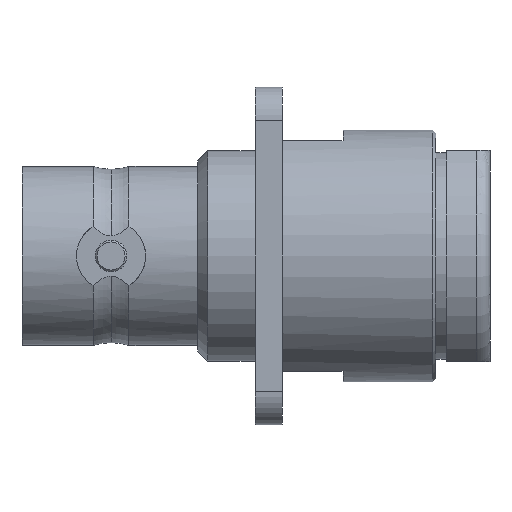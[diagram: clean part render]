
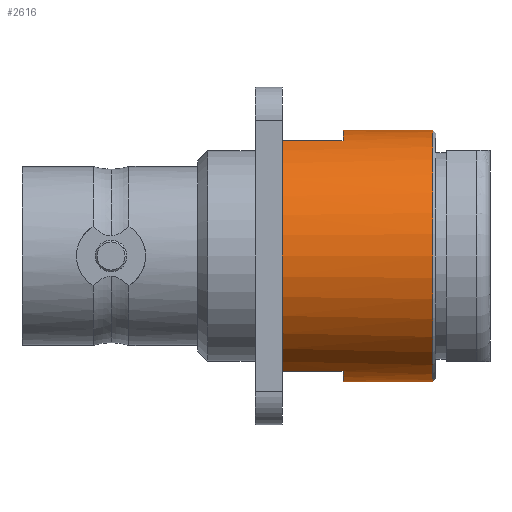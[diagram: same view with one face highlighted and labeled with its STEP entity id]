
A CAD part, front view. The second image highlights one B-rep face of the part: STEP entity #2616.
In plain terms, the highlighted cylindrical face has radius 9.461 mm (diameter 18.923 mm), a partial arc.
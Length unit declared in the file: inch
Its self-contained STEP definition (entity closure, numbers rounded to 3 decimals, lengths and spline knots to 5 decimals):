
#27 = AXIS2_PLACEMENT_3D ( 'NONE', #2498, #3171, #2483 ) ;
#29 = CARTESIAN_POINT ( 'NONE',  ( 0.99937, -0.14877, -0.3415 ) ) ;
#53 = DIRECTION ( 'NONE',  ( -1., 0., 0. ) ) ;
#95 = AXIS2_PLACEMENT_3D ( 'NONE', #3889, #935, #1285 ) ;
#129 = CARTESIAN_POINT ( 'NONE',  ( 0.77, -0.14877, -0.3415 ) ) ;
#247 = EDGE_CURVE ( 'NONE', #3548, #2217, #4106, .T. ) ;
#323 = AXIS2_PLACEMENT_3D ( 'NONE', #1450, #1481, #510 ) ;
#424 = FACE_OUTER_BOUND ( 'NONE', #2535, .T. ) ;
#433 = CARTESIAN_POINT ( 'NONE',  ( 0.77, -0.14877, 0.3415 ) ) ;
#485 = DIRECTION ( 'NONE',  ( 1., 0., 0. ) ) ;
#501 = CARTESIAN_POINT ( 'NONE',  ( 0.95, 0., -0.3725 ) ) ;
#510 = DIRECTION ( 'NONE',  ( 0., 0., -1. ) ) ;
#630 = ORIENTED_EDGE ( 'NONE', *, *, #3343, .T. ) ;
#636 = EDGE_CURVE ( 'NONE', #884, #2217, #2499, .T. ) ;
#752 = LINE ( 'NONE', #2485, #1934 ) ;
#768 = VERTEX_POINT ( 'NONE', #4284 ) ;
#884 = VERTEX_POINT ( 'NONE', #1006 ) ;
#925 = DIRECTION ( 'NONE',  ( 1., 0., 0. ) ) ;
#935 = DIRECTION ( 'NONE',  ( 1., 0., 0. ) ) ;
#1006 = CARTESIAN_POINT ( 'NONE',  ( 1.215, 0., -0.3725 ) ) ;
#1022 = EDGE_CURVE ( 'NONE', #3828, #3931, #1116, .T. ) ;
#1043 = LINE ( 'NONE', #29, #3522 ) ;
#1116 = CIRCLE ( 'NONE', #27, 0.3725 ) ;
#1136 = ORIENTED_EDGE ( 'NONE', *, *, #1022, .F. ) ;
#1160 = EDGE_CURVE ( 'NONE', #768, #3548, #3072, .T. ) ;
#1175 = CARTESIAN_POINT ( 'NONE',  ( 1.215, 0., 0. ) ) ;
#1194 = AXIS2_PLACEMENT_3D ( 'NONE', #1175, #1840, #4112 ) ;
#1206 = AXIS2_PLACEMENT_3D ( 'NONE', #2067, #53, #2388 ) ;
#1285 = DIRECTION ( 'NONE',  ( 0., 0., -1. ) ) ;
#1331 = DIRECTION ( 'NONE',  ( 1., 0., 0. ) ) ;
#1366 = CARTESIAN_POINT ( 'NONE',  ( 0.95, -0.14877, -0.3415 ) ) ;
#1447 = LINE ( 'NONE', #3526, #2133 ) ;
#1450 = CARTESIAN_POINT ( 'NONE',  ( 0.77, 0., 0. ) ) ;
#1477 = EDGE_CURVE ( 'NONE', #3499, #768, #752, .T. ) ;
#1481 = DIRECTION ( 'NONE',  ( 1., 0., 0. ) ) ;
#1709 = VECTOR ( 'NONE', #1331, 39.37008 ) ;
#1840 = DIRECTION ( 'NONE',  ( -1., 0., 0. ) ) ;
#1934 = VECTOR ( 'NONE', #485, 39.37008 ) ;
#2067 = CARTESIAN_POINT ( 'NONE',  ( 0.95, 0., 0. ) ) ;
#2104 = CYLINDRICAL_SURFACE ( 'NONE', #95, 0.3725 ) ;
#2133 = VECTOR ( 'NONE', #925, 39.37008 ) ;
#2217 = VERTEX_POINT ( 'NONE', #3572 ) ;
#2296 = EDGE_CURVE ( 'NONE', #3931, #2391, #1043, .T. ) ;
#2388 = DIRECTION ( 'NONE',  ( 0., 0., -1. ) ) ;
#2391 = VERTEX_POINT ( 'NONE', #129 ) ;
#2453 = ORIENTED_EDGE ( 'NONE', *, *, #1160, .F. ) ;
#2459 = ORIENTED_EDGE ( 'NONE', *, *, #1477, .F. ) ;
#2483 = DIRECTION ( 'NONE',  ( 0., 0., -1. ) ) ;
#2485 = CARTESIAN_POINT ( 'NONE',  ( 0.99937, -0.14877, 0.3415 ) ) ;
#2498 = CARTESIAN_POINT ( 'NONE',  ( 0.95, 0., 0. ) ) ;
#2499 = CIRCLE ( 'NONE', #1194, 0.3725 ) ;
#2535 = EDGE_LOOP ( 'NONE', ( #3766, #2453, #2459, #2816, #2767, #1136, #630, #3843 ) ) ;
#2616 = ADVANCED_FACE ( 'NONE', ( #424 ), #2104, .T. ) ;
#2689 = EDGE_CURVE ( 'NONE', #3499, #2391, #3978, .T. ) ;
#2767 = ORIENTED_EDGE ( 'NONE', *, *, #2296, .F. ) ;
#2816 = ORIENTED_EDGE ( 'NONE', *, *, #2689, .T. ) ;
#3058 = DIRECTION ( 'NONE',  ( -1., 0., 0. ) ) ;
#3072 = CIRCLE ( 'NONE', #1206, 0.3725 ) ;
#3171 = DIRECTION ( 'NONE',  ( -1., 0., 0. ) ) ;
#3343 = EDGE_CURVE ( 'NONE', #3828, #884, #1447, .T. ) ;
#3499 = VERTEX_POINT ( 'NONE', #433 ) ;
#3522 = VECTOR ( 'NONE', #3058, 39.37008 ) ;
#3526 = CARTESIAN_POINT ( 'NONE',  ( 0.99937, 0., -0.3725 ) ) ;
#3548 = VERTEX_POINT ( 'NONE', #3752 ) ;
#3572 = CARTESIAN_POINT ( 'NONE',  ( 1.215, 0., 0.3725 ) ) ;
#3752 = CARTESIAN_POINT ( 'NONE',  ( 0.95, 0., 0.3725 ) ) ;
#3766 = ORIENTED_EDGE ( 'NONE', *, *, #247, .F. ) ;
#3828 = VERTEX_POINT ( 'NONE', #501 ) ;
#3843 = ORIENTED_EDGE ( 'NONE', *, *, #636, .T. ) ;
#3889 = CARTESIAN_POINT ( 'NONE',  ( 0.99937, 0., 0. ) ) ;
#3931 = VERTEX_POINT ( 'NONE', #1366 ) ;
#3978 = CIRCLE ( 'NONE', #323, 0.3725 ) ;
#4106 = LINE ( 'NONE', #4237, #1709 ) ;
#4112 = DIRECTION ( 'NONE',  ( 0., 0., -1. ) ) ;
#4237 = CARTESIAN_POINT ( 'NONE',  ( 0.99937, 0., 0.3725 ) ) ;
#4284 = CARTESIAN_POINT ( 'NONE',  ( 0.95, -0.14877, 0.3415 ) ) ;
